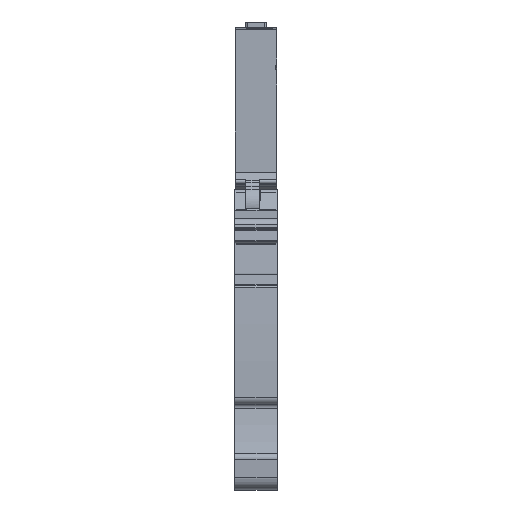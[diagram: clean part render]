
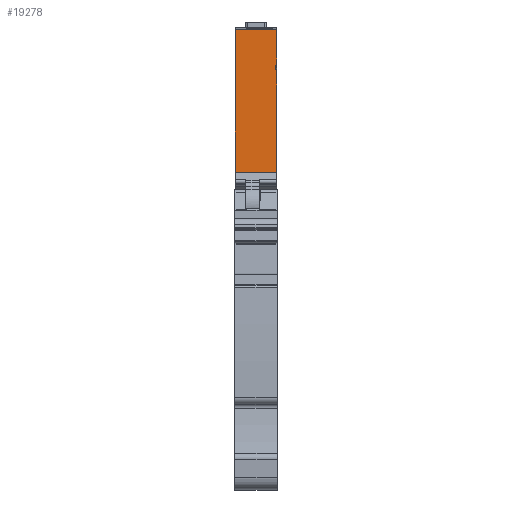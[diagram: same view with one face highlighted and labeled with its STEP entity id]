
A CAD part, front view. The second image highlights one B-rep face of the part: STEP entity #19278.
In plain terms, the highlighted planar face has unit normal (0, -1, 0).
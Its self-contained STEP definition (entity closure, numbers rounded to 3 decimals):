
#19242=AXIS2_PLACEMENT_3D('Plane Axis2P3D',#19239,#19240,#19241) ;
#17160=CARTESIAN_POINT('Vertex',(0.05,21.806,46.144)) ;
#17163=CARTESIAN_POINT('Line Origine',(0.05,21.806,56.52)) ;
#17167=CARTESIAN_POINT('Vertex',(0.05,21.806,66.896)) ;
#17546=CARTESIAN_POINT('Vertex',(6.05,21.806,66.896)) ;
#17549=CARTESIAN_POINT('Line Origine',(6.05,21.806,64.298)) ;
#17553=CARTESIAN_POINT('Vertex',(6.05,21.806,61.7)) ;
#17686=CARTESIAN_POINT('Vertex',(6.05,21.806,61.)) ;
#17689=CARTESIAN_POINT('Line Origine',(6.05,21.806,53.572)) ;
#17693=CARTESIAN_POINT('Vertex',(6.05,21.806,46.144)) ;
#19222=CARTESIAN_POINT('Line Origine',(3.05,21.806,46.144)) ;
#19239=CARTESIAN_POINT('Axis2P3D Location',(2.9,21.806,47.65)) ;
#19244=CARTESIAN_POINT('Line Origine',(3.05,21.806,66.896)) ;
#19249=CARTESIAN_POINT('Line Origine',(6.,21.806,61.)) ;
#19253=CARTESIAN_POINT('Vertex',(5.95,21.806,61.)) ;
#19256=CARTESIAN_POINT('Line Origine',(5.95,21.806,61.35)) ;
#19260=CARTESIAN_POINT('Vertex',(5.95,21.806,61.7)) ;
#19263=CARTESIAN_POINT('Line Origine',(6.,21.806,61.7)) ;
#17164=DIRECTION('Vector Direction',(0.,0.,-1.)) ;
#17550=DIRECTION('Vector Direction',(0.,0.,1.)) ;
#17690=DIRECTION('Vector Direction',(0.,0.,-1.)) ;
#19223=DIRECTION('Vector Direction',(1.,0.,0.)) ;
#19240=DIRECTION('Axis2P3D Direction',(0.,1.,0.)) ;
#19241=DIRECTION('Axis2P3D XDirection',(0.,0.,1.)) ;
#19245=DIRECTION('Vector Direction',(1.,0.,0.)) ;
#19250=DIRECTION('Vector Direction',(-1.,0.,0.)) ;
#19257=DIRECTION('Vector Direction',(0.,0.,-1.)) ;
#19264=DIRECTION('Vector Direction',(-1.,0.,0.)) ;
#17165=VECTOR('Line Direction',#17164,1.) ;
#17551=VECTOR('Line Direction',#17550,1.) ;
#17691=VECTOR('Line Direction',#17690,1.) ;
#19224=VECTOR('Line Direction',#19223,1.) ;
#19246=VECTOR('Line Direction',#19245,1.) ;
#19251=VECTOR('Line Direction',#19250,1.) ;
#19258=VECTOR('Line Direction',#19257,1.) ;
#19265=VECTOR('Line Direction',#19264,1.) ;
#19269=ORIENTED_EDGE('',*,*,#17555,.F.) ;
#19270=ORIENTED_EDGE('',*,*,#19248,.T.) ;
#19271=ORIENTED_EDGE('',*,*,#17169,.T.) ;
#19272=ORIENTED_EDGE('',*,*,#19226,.F.) ;
#19273=ORIENTED_EDGE('',*,*,#17695,.F.) ;
#19274=ORIENTED_EDGE('',*,*,#19255,.T.) ;
#19275=ORIENTED_EDGE('',*,*,#19262,.F.) ;
#19276=ORIENTED_EDGE('',*,*,#19267,.F.) ;
#19278=ADVANCED_FACE('MLD',(#19277),#19243,.F.) ;
#17169=EDGE_CURVE('',#17168,#17161,#17166,.T.) ;
#17555=EDGE_CURVE('',#17547,#17554,#17552,.F.) ;
#17695=EDGE_CURVE('',#17687,#17694,#17692,.T.) ;
#19226=EDGE_CURVE('',#17694,#17161,#19225,.F.) ;
#19248=EDGE_CURVE('',#17547,#17168,#19247,.F.) ;
#19255=EDGE_CURVE('',#17687,#19254,#19252,.T.) ;
#19262=EDGE_CURVE('',#19261,#19254,#19259,.T.) ;
#19267=EDGE_CURVE('',#17554,#19261,#19266,.T.) ;
#19268=EDGE_LOOP('',(#19269,#19270,#19271,#19272,#19273,#19274,#19275,#19276)) ;
#19277=FACE_OUTER_BOUND('',#19268,.T.) ;
#17166=LINE('Line',#17163,#17165) ;
#17552=LINE('Line',#17549,#17551) ;
#17692=LINE('Line',#17689,#17691) ;
#19225=LINE('Line',#19222,#19224) ;
#19247=LINE('Line',#19244,#19246) ;
#19252=LINE('Line',#19249,#19251) ;
#19259=LINE('Line',#19256,#19258) ;
#19266=LINE('Line',#19263,#19265) ;
#19243=PLANE('',#19242) ;
#17161=VERTEX_POINT('',#17160) ;
#17168=VERTEX_POINT('',#17167) ;
#17547=VERTEX_POINT('',#17546) ;
#17554=VERTEX_POINT('',#17553) ;
#17687=VERTEX_POINT('',#17686) ;
#17694=VERTEX_POINT('',#17693) ;
#19254=VERTEX_POINT('',#19253) ;
#19261=VERTEX_POINT('',#19260) ;
